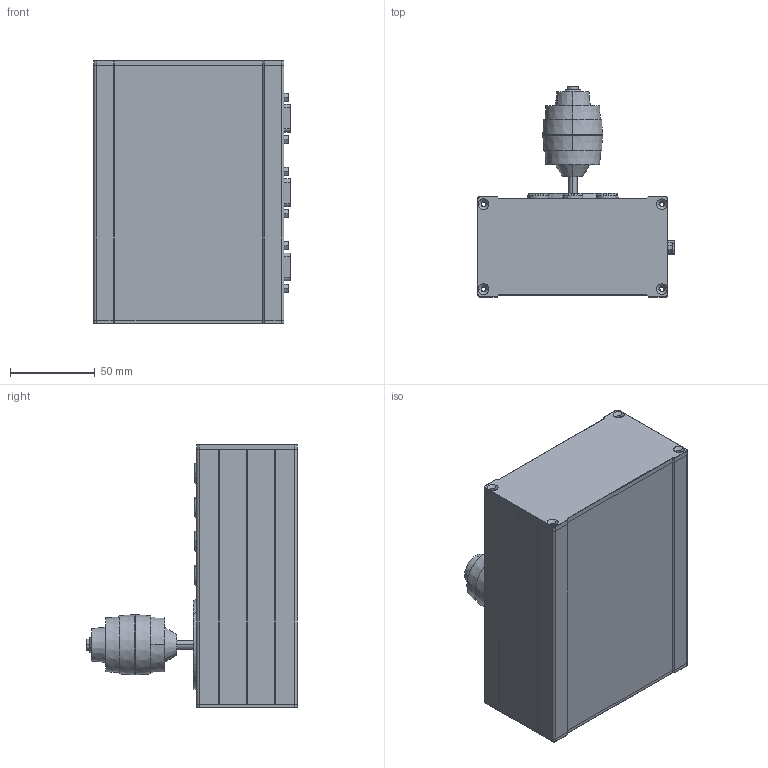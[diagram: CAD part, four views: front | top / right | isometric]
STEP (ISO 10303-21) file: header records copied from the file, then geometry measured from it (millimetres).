
FILE_DESCRIPTION (( 'STEP AP214' ), '1' );
FILE_NAME ('欄鍣嚦鴀 mDrive J2-B3_1.0.0.STEP', '2025-10-22T13:51:05', ( 'admin' ), ( '' ), 'SwSTEP 2.0', 'SolidWorks 2016', '' );
FILE_SCHEMA (( 'AUTOMOTIVE_DESIGN' ));
Length unit declared in the file: millimetre
Products named in the file (32): RESC200X125X60L35N; 欄鍣嚦鴀 mDrive J2-B3_1.0.0; connector_a-df_09_a_kg-t2; JOY1mJoy_1.0.0; CN2mJoy_1.0.0; SB4mJoy_1.0.0; M2x10_hide; BoardmJoy_1.0.0; CN1mJoy_1.0.0; Profile_150; Seal^D400B-M4-10KB_3-Axis_Joystick_with_Button; Back_wall; joystic_handle_Z; SB5mJoy_1.0.0; R1mJoy_1.0.0; SB2mJoy_1.0.0; button_hole_6x6x20.0; joy_handle; SB1mJoy_1.0.0; CN3mJoy_1.0.0; R3mJoy_1.0.0; Mount_Ring^D400B-M4-10KB_3-Axis_Joystick_with_Button; wall; SB3mJoy_1.0.0; R4mJoy_1.0.0; R2mJoy_1.0.0; SB6mJoy_1.0.0; joystic; button_cover; mJoy_1.0.0; Main^D400B-M4-10KB_3-Axis_Joystick_with_Button; Profile_150_bot
Assembly tree (49 placements, depth 5):
  欄鍣嚦鴀 mDrive J2-B3_1.0.0
    Profile_150_bot
    Profile_150
    Back_wall
    wall
    button_cover  x6
    mJoy_1.0.0
      BoardmJoy_1.0.0
      SB2mJoy_1.0.0
        button_hole_6x6x20.0
      SB1mJoy_1.0.0
        button_hole_6x6x20.0
      SB4mJoy_1.0.0
        button_hole_6x6x20.0
      SB3mJoy_1.0.0
        button_hole_6x6x20.0
      SB6mJoy_1.0.0
        button_hole_6x6x20.0
      SB5mJoy_1.0.0
        button_hole_6x6x20.0
      CN3mJoy_1.0.0
        connector_a-df_09_a_kg-t2
      CN2mJoy_1.0.0
        connector_a-df_09_a_kg-t2
      CN1mJoy_1.0.0
        connector_a-df_09_a_kg-t2
      JOY1mJoy_1.0.0
        joystic
          Mount_Ring^D400B-M4-10KB_3-Axis_Joystick_with_Button
          Main^D400B-M4-10KB_3-Axis_Joystick_with_Button
          Seal^D400B-M4-10KB_3-Axis_Joystick_with_Button
          joy_handle
          joystic_handle_Z
      R1mJoy_1.0.0
        RESC200X125X60L35N
      R2mJoy_1.0.0
        RESC200X125X60L35N
      R3mJoy_1.0.0
        RESC200X125X60L35N
      R4mJoy_1.0.0
        RESC200X125X60L35N
    M2x10_hide  x4
Bounding box: 115.79 x 123.74 x 155 mm (x, y, z)
Volume: 294756.8 mm3; surface area: 219860.2 mm2
Topology: 45 solids, 45 shells, 3752 faces, 10000 edges, 6502 vertices
Faces by surface type: plane 2154, cylinder 1231, cone 211, bspline 120, torus 36
Entity records: 83989 total; most frequent: CARTESIAN_POINT 15969, ORIENTED_EDGE 10844, DIRECTION 10713, EDGE_CURVE 5422, LINE 3577, VECTOR 3577, AXIS2_PLACEMENT_3D 3568, VERTEX_POINT 3564
